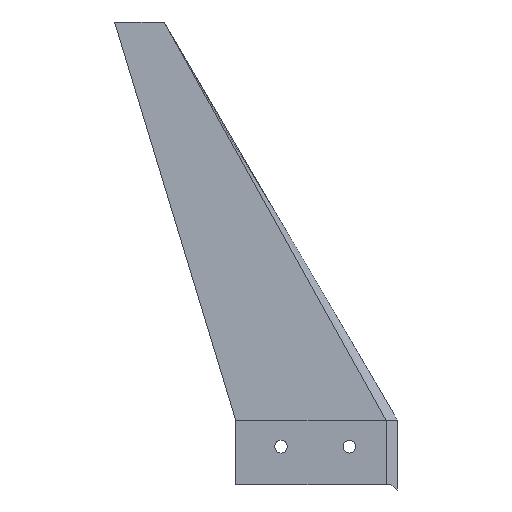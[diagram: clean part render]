
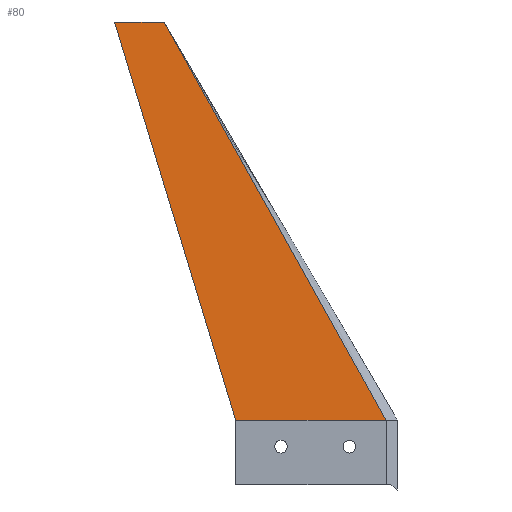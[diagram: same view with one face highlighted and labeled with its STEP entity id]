
A CAD part, front view. The second image highlights one B-rep face of the part: STEP entity #80.
In plain terms, the highlighted planar face has unit normal (0, -0.999, 0.048).
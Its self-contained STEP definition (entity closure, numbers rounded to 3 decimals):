
#80=ADVANCED_FACE('',(#314),#316,.T.);
#314=FACE_BOUND('',#315,.T.);
#315=EDGE_LOOP('',(#551,#552,#553,#554));
#316=PLANE('',#317);
#317=AXIS2_PLACEMENT_3D('',#318,#319,#320);
#318=CARTESIAN_POINT('',(-21.074,-9.8,17.));
#319=DIRECTION('',(0.,-0.999,0.048));
#320=DIRECTION('',(1.,0.,0.));
#551=ORIENTED_EDGE('',*,*,#650,.T.);
#552=ORIENTED_EDGE('',*,*,#658,.T.);
#553=ORIENTED_EDGE('',*,*,#640,.F.);
#554=ORIENTED_EDGE('',*,*,#659,.F.);
#640=EDGE_CURVE('',#766,#767,#768,.T.);
#650=EDGE_CURVE('',#784,#779,#785,.T.);
#658=EDGE_CURVE('',#779,#767,#796,.T.);
#659=EDGE_CURVE('',#784,#766,#797,.T.);
#766=VERTEX_POINT('',#1026);
#767=VERTEX_POINT('',#1027);
#768=LINE('',#1028,#1029);
#779=VERTEX_POINT('',#1053);
#784=VERTEX_POINT('',#1064);
#785=LINE('',#1065,#1066);
#796=LINE('',#1092,#1093);
#797=LINE('',#1095,#1096);
#1026=CARTESIAN_POINT('',(-52.809,-4.8,121.278));
#1027=CARTESIAN_POINT('',(-39.809,-4.8,121.278));
#1028=CARTESIAN_POINT('',(-52.809,-4.8,121.278));
#1029=VECTOR('',#1030,1.);
#1030=DIRECTION('',(1.,0.,0.));
#1053=CARTESIAN_POINT('',(18.336,-9.8,17.));
#1064=CARTESIAN_POINT('',(-21.074,-9.8,17.));
#1065=CARTESIAN_POINT('',(-21.074,-9.8,17.));
#1066=VECTOR('',#1067,1.);
#1067=DIRECTION('',(1.,0.,0.));
#1092=CARTESIAN_POINT('',(18.336,-9.8,17.));
#1093=VECTOR('',#1094,1.);
#1094=DIRECTION('',(-0.487,0.042,0.873));
#1095=CARTESIAN_POINT('',(-21.074,-9.8,17.));
#1096=VECTOR('',#1097,1.);
#1097=DIRECTION('',(-0.291,0.046,0.956));
